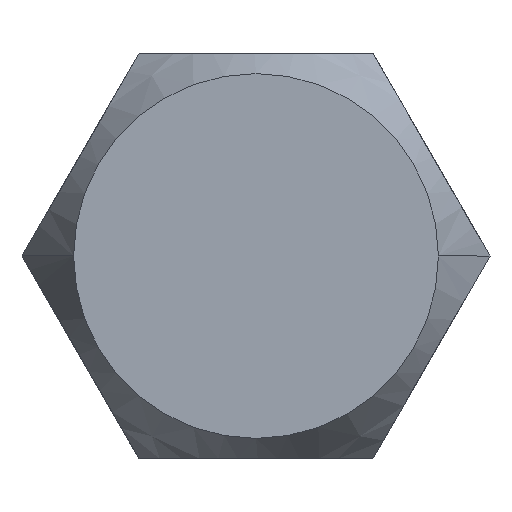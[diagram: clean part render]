
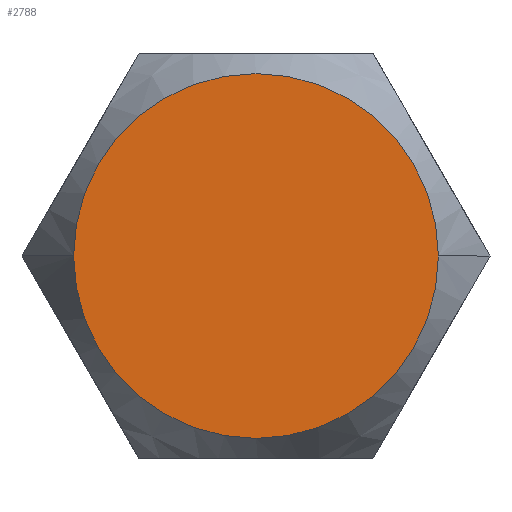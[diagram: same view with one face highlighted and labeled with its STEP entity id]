
A CAD part, front view. The second image highlights one B-rep face of the part: STEP entity #2788.
In plain terms, the highlighted planar face has unit normal (0, -1, 0).
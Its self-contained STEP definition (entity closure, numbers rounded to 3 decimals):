
#574 = ORIENTED_EDGE ( 'NONE', *, *, #4211, .T. ) ;
#977 = AXIS2_PLACEMENT_3D ( 'NONE', #3917, #2874, #1224 ) ;
#1056 = DIRECTION ( 'NONE',  ( 0., -1., 0. ) ) ;
#1076 = DIRECTION ( 'NONE',  ( -1., 0., 0. ) ) ;
#1162 = CIRCLE ( 'NONE', #3044, 2.858 ) ;
#1207 = CARTESIAN_POINT ( 'NONE',  ( 2.858, 0., 0. ) ) ;
#1224 = DIRECTION ( 'NONE',  ( -1., 0., 0. ) ) ;
#1324 = VERTEX_POINT ( 'NONE', #2415 ) ;
#1431 = DIRECTION ( 'NONE',  ( 0., -1., 0. ) ) ;
#1747 = AXIS2_PLACEMENT_3D ( 'NONE', #3180, #1431, #2509 ) ;
#1940 = EDGE_CURVE ( 'Defeature ausgef�hrt1_23+Defeature ausgef�hrt1_24+Defeature ausgef�hrt1_24+Defeature ausgef�hrt1_24', #1324, #4169, #1162, .T. ) ;
#2073 = EDGE_LOOP ( 'NONE', ( #574, #3032 ) ) ;
#2201 = CIRCLE ( 'NONE', #977, 2.858 ) ;
#2415 = CARTESIAN_POINT ( 'NONE',  ( -2.858, 0., 0. ) ) ;
#2509 = DIRECTION ( 'NONE',  ( -1., 0., 0. ) ) ;
#2698 = FACE_OUTER_BOUND ( 'NONE', #2073, .T. ) ;
#2788 = ADVANCED_FACE ( 'Defeature ausgef�hrt1_23', ( #2698 ), #2836, .T. ) ;
#2836 = PLANE ( 'NONE',  #1747 ) ;
#2874 = DIRECTION ( 'NONE',  ( 0., -1., 0. ) ) ;
#3032 = ORIENTED_EDGE ( 'NONE', *, *, #1940, .T. ) ;
#3044 = AXIS2_PLACEMENT_3D ( 'NONE', #3424, #1056, #1076 ) ;
#3180 = CARTESIAN_POINT ( 'NONE',  ( 0., 0., 6.35 ) ) ;
#3424 = CARTESIAN_POINT ( 'NONE',  ( 0., 0., 0. ) ) ;
#3917 = CARTESIAN_POINT ( 'NONE',  ( 0., 0., 0. ) ) ;
#4169 = VERTEX_POINT ( 'NONE', #1207 ) ;
#4211 = EDGE_CURVE ( 'Defeature ausgef�hrt1_23+Defeature ausgef�hrt1_24+Defeature ausgef�hrt1_24+Defeature ausgef�hrt1_24', #4169, #1324, #2201, .T. ) ;
